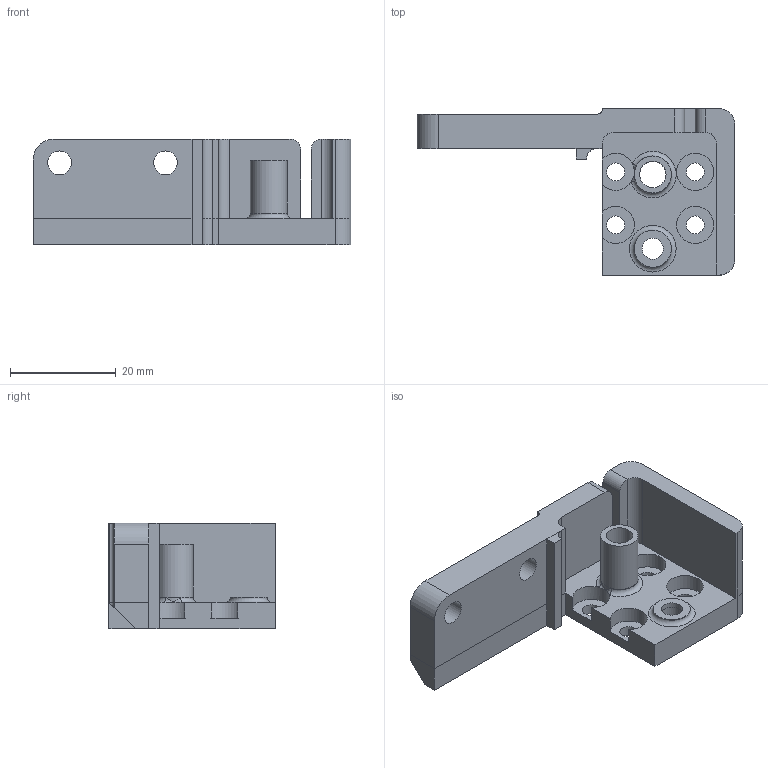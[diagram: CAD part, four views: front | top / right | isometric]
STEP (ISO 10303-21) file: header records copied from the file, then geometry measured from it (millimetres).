
FILE_DESCRIPTION(('FreeCAD Model'),'2;1');
FILE_NAME('Open CASCADE Shape Model','2023-11-01T12:09:53',(''),(''), 'Open CASCADE STEP processor 7.6','FreeCAD','Unknown');
FILE_SCHEMA(('AUTOMOTIVE_DESIGN { 1 0 10303 214 1 1 1 1 }'));
Length unit declared in the file: millimetre
Products named in the file (1): y_carriage_v2_right_mirrored
Bounding box: 60 x 31.4 x 20 mm (x, y, z)
Volume: 10535.4 mm3; surface area: 6562.8 mm2
Topology: 1 solids, 1 shells, 77 faces, 188 edges, 116 vertices
Faces by surface type: plane 42, cylinder 31, torus 2, bspline 2
Full cylindrical faces by diameter (mm): 3.4 x4, 4 x2, 4.5 x2, 5 x3, 7 x5
Entity records: 5033 total; most frequent: CARTESIAN_POINT 1196, DIRECTION 729, LINE 444, VECTOR 444, ORIENTED_EDGE 376, PCURVE 376, DEFINITIONAL_REPRESENTATION 376, EDGE_CURVE 188
